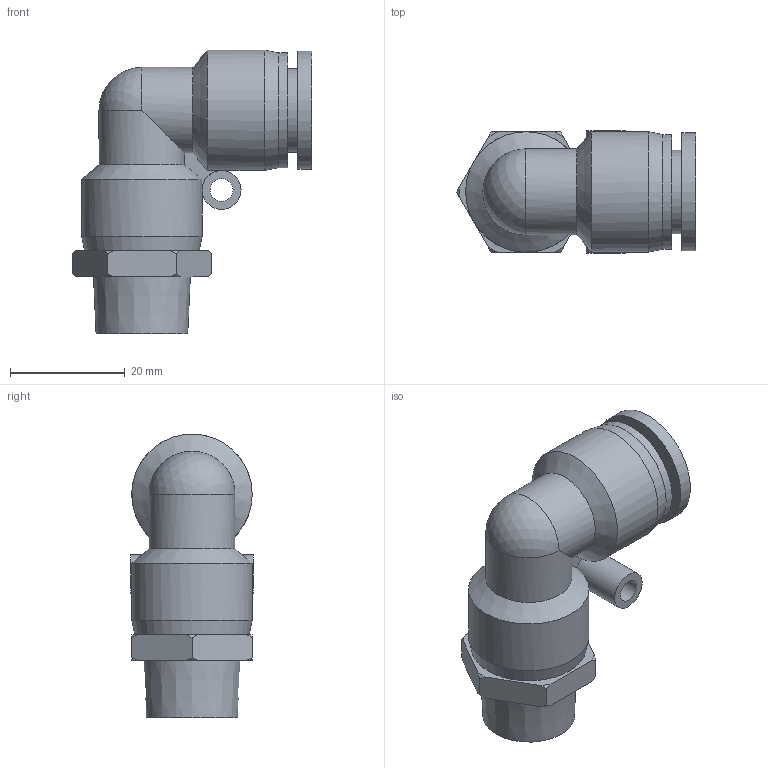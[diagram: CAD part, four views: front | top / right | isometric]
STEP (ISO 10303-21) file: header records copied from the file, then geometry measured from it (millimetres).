
FILE_DESCRIPTION(/* description */ (''),/* implementation_level */ '2;1');
FILE_NAME(/* name */ 'PL1-2-3-8NPT.stp',/* time_stamp */ '2025-06-13T10:05:16-04:00',/* author */ ('esanner'),/* organization */ (''),/* preprocessor_version */ 'ST-DEVELOPER v19',/* originating_system */ 'AutoCAD Mechanical',/* authorisation */ '');
FILE_SCHEMA (('AUTOMOTIVE_DESIGN { 1 0 10303 214 3 1 1 }'));
Length unit declared in the file: millimetre
Products named in the file (1): Product
Bounding box: 41.72 x 21.4 x 49.5 mm (x, y, z)
Volume: 10887.7 mm3; surface area: 8277.6 mm2
Topology: 1 solids, 1 shells, 50 faces, 129 edges, 85 vertices
Faces by surface type: plane 19, cone 17, cylinder 11, sphere 3
Full cylindrical faces by diameter (mm): 4 x1, 6.8 x1, 11.7 x1, 13 x1, 14.6 x1, 20 x1, 20.6 x1, 21 x2
Entity records: 1596 total; most frequent: CARTESIAN_POINT 383, ORIENTED_EDGE 256, DIRECTION 251, EDGE_CURVE 128, AXIS2_PLACEMENT_3D 103, VERTEX_POINT 85, EDGE_LOOP 59, FACE_OUTER_BOUND 50
